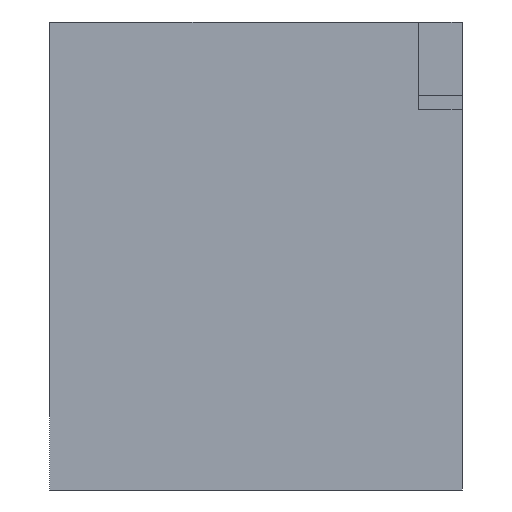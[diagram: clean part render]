
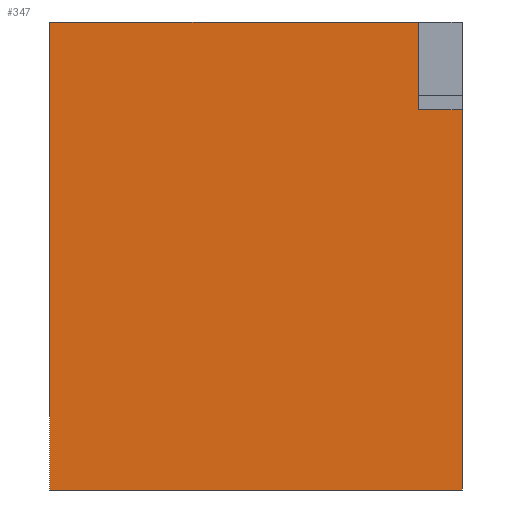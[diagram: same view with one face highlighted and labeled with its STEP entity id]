
A CAD part, left-side view. The second image highlights one B-rep face of the part: STEP entity #347.
In plain terms, the highlighted planar face has unit normal (-1, 0, 0).
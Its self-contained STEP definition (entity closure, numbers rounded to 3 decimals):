
#24=FACE_OUTER_BOUND('',#41,.T.);
#41=EDGE_LOOP('',(#251,#252,#253,#254,#255,#256));
#58=LINE('',#485,#104);
#64=LINE('',#498,#110);
#73=LINE('',#516,#119);
#74=LINE('',#518,#120);
#75=LINE('',#520,#121);
#76=LINE('',#521,#122);
#104=VECTOR('',#399,10.);
#110=VECTOR('',#409,10.);
#119=VECTOR('',#422,10.);
#120=VECTOR('',#423,10.);
#121=VECTOR('',#424,10.);
#122=VECTOR('',#425,10.);
#148=VERTEX_POINT('',#479);
#150=VERTEX_POINT('',#483);
#155=VERTEX_POINT('',#496);
#162=VERTEX_POINT('',#515);
#163=VERTEX_POINT('',#517);
#164=VERTEX_POINT('',#519);
#183=EDGE_CURVE('',#148,#150,#58,.T.);
#189=EDGE_CURVE('',#150,#155,#64,.T.);
#198=EDGE_CURVE('',#155,#162,#73,.T.);
#199=EDGE_CURVE('',#163,#162,#74,.T.);
#200=EDGE_CURVE('',#164,#163,#75,.T.);
#201=EDGE_CURVE('',#148,#164,#76,.T.);
#251=ORIENTED_EDGE('',*,*,#183,.T.);
#252=ORIENTED_EDGE('',*,*,#189,.T.);
#253=ORIENTED_EDGE('',*,*,#198,.T.);
#254=ORIENTED_EDGE('',*,*,#199,.F.);
#255=ORIENTED_EDGE('',*,*,#200,.F.);
#256=ORIENTED_EDGE('',*,*,#201,.F.);
#331=PLANE('',#378);
#347=ADVANCED_FACE('',(#24),#331,.T.);
#378=AXIS2_PLACEMENT_3D('',#514,#420,#421);
#399=DIRECTION('',(0.,1.,0.));
#409=DIRECTION('',(0.,0.,1.));
#420=DIRECTION('center_axis',(-1.,0.,0.));
#421=DIRECTION('ref_axis',(0.,0.,1.));
#422=DIRECTION('',(0.,1.,0.));
#423=DIRECTION('',(0.,0.,1.));
#424=DIRECTION('',(0.,1.,0.));
#425=DIRECTION('',(0.,0.,-1.));
#479=CARTESIAN_POINT('',(-2.5,-6.,10.5));
#483=CARTESIAN_POINT('',(-2.5,-4.5,10.5));
#485=CARTESIAN_POINT('',(-2.5,-3.,10.5));
#496=CARTESIAN_POINT('',(-2.5,-4.5,13.5));
#498=CARTESIAN_POINT('',(-2.5,-4.5,4.75));
#514=CARTESIAN_POINT('Origin',(-2.5,0.,-2.5));
#515=CARTESIAN_POINT('',(-2.5,8.1,13.5));
#516=CARTESIAN_POINT('',(-2.5,0.,13.5));
#517=CARTESIAN_POINT('',(-2.5,8.1,-2.5));
#518=CARTESIAN_POINT('',(-2.5,8.1,-2.5));
#519=CARTESIAN_POINT('',(-2.5,-6.,-2.5));
#520=CARTESIAN_POINT('',(-2.5,0.,-2.5));
#521=CARTESIAN_POINT('',(-2.5,-6.,13.5));
